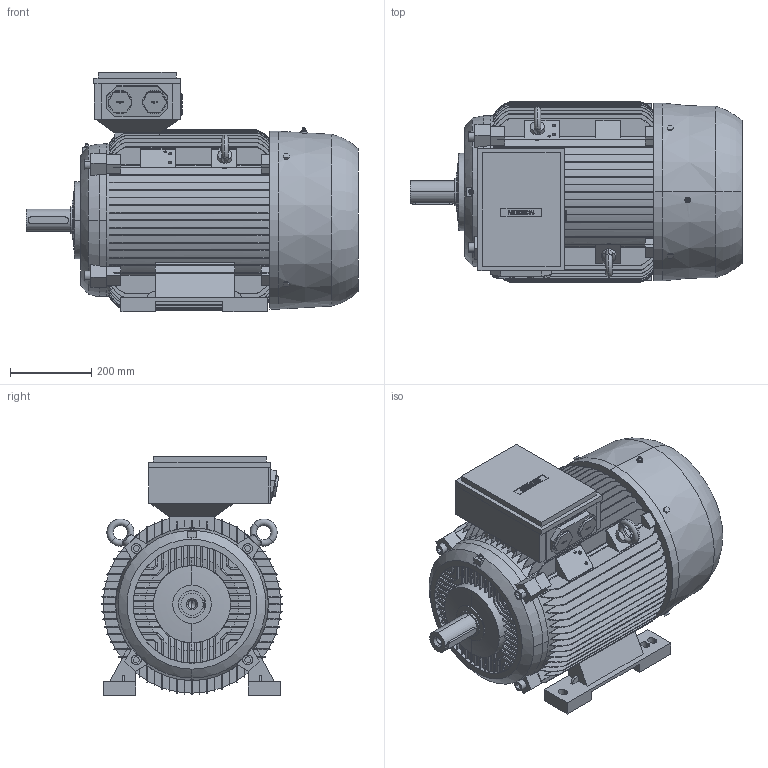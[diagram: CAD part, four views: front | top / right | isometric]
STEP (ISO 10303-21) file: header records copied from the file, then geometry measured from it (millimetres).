
FILE_DESCRIPTION(('STEP AP214'),'1');
FILE_NAME('cctmp_EA6A0211-814E-4892-8098-53A7098677F0_2023_06_26_14_29_34_0769..stp','2023-06-26T12:29:35',('SIEMENS A&D'),('CADClick - www.CADClick.com'),'Spatial InterOp 3D',' ','unknown authorization');
FILE_SCHEMA(('AUTOMOTIVE_DESIGN'));
Length unit declared in the file: millimetre
Products named in the file (1): 1
Bounding box: 818 x 446 x 589 mm (x, y, z)
Volume: 95070059.9 mm3; surface area: 3250387.2 mm2
Topology: 7 solids, 7 shells, 1439 faces, 4030 edges, 2656 vertices
Faces by surface type: plane 901, cylinder 308, torus 192, cone 38
Entity records: 71781 total; most frequent: CARTESIAN_POINT 23890, ORIENTED_EDGE 8056, DIRECTION 6940, EDGE_CURVE 4028, VERTEX_POINT 2656, LINE 2414, VECTOR 2414, AXIS2_PLACEMENT_3D 2263
